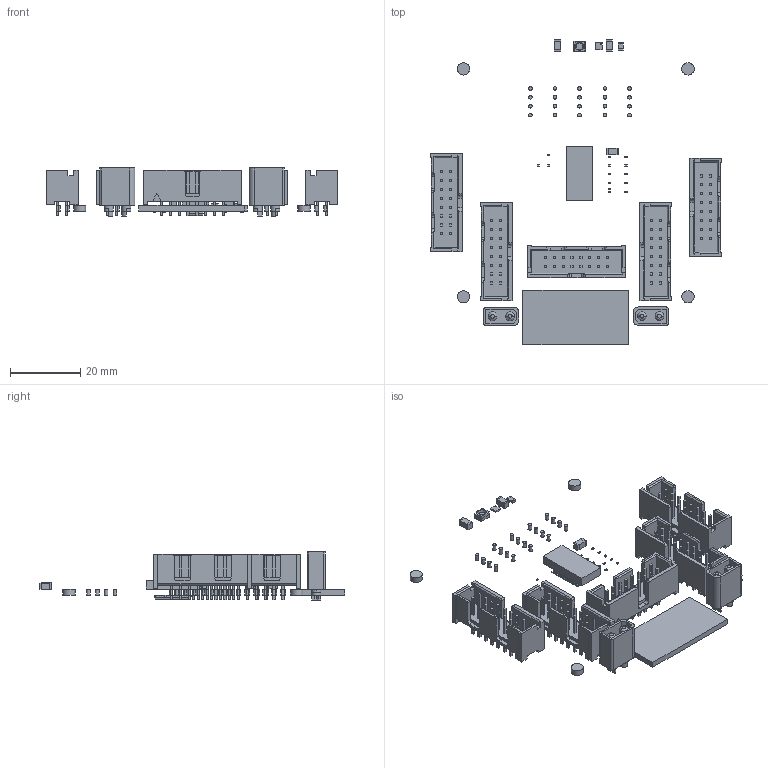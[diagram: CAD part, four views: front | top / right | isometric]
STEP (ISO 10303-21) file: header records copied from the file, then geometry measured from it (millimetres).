
FILE_DESCRIPTION(('Open CASCADE Model'),'2;1');
FILE_NAME('Open CASCADE Shape Model','2019-01-02T15:34:12',('Author'),( 'Open CASCADE'),'Open CASCADE STEP processor 6.5','Open CASCADE 6.5' ,'Unknown');
FILE_SCHEMA(('AUTOMOTIVE_DESIGN { 1 0 10303 214 1 1 1 1 }'));
Length unit declared in the file: millimetre
Products named in the file (64): PCB; Board; 5V_input; XT30U-M(1); 3_3V_input; Analog_Mux_1; c-5103308-3-b-3d; Analog_Mux; C1; -2106629216; Extruded; -2106629472; C2; -2106628704; -2106628960; IC1; User_Library-TSSOP-28; User_Library-TSSOP-28__X2_041A043E0440043F04430441_X0_; User_Library-TSSOP-28__X2_041C04350442043A0430_X0_; User_Library-TSSOP-28__X2_041D043E0436043A0430_X0_; LED1; WL-SBTW_1411_RV; base; cover; housing; PWM_Output_1; PWM_Output_2; R1; -2106626912; -2106626784; R2; -2106626400; -2106626272; R3; Teensy_Input; U1; 1517786512; Cylinder; -2106629600; -2106626656 ...
Assembly tree (129 placements, depth 4):
  PCB
    Board
    5V_input
      XT30U-M(1)
    3_3V_input
      XT30U-M(1)
    Analog_Mux_1
      c-5103308-3-b-3d
    Analog_Mux
      c-5103308-3-b-3d
    C1
      -2106629216  x2
        Extruded
      -2106629472
        Extruded
    C2
      -2106628704  x2
        Extruded
      -2106628960
        Extruded
    IC1
      User_Library-TSSOP-28
        User_Library-TSSOP-28__X2_041A043E0440043F04430441_X0_
        User_Library-TSSOP-28__X2_041C04350442043A0430_X0_
        User_Library-TSSOP-28__X2_041D043E0436043A0430_X0_  x14
    LED1
      WL-SBTW_1411_RV
        base  x2
        base  x2
        cover
        housing
    PWM_Output_1
      c-5103308-3-b-3d
    PWM_Output_2
      c-5103308-3-b-3d
    R1
      -2106626912
        Extruded
      -2106626784  x2
        Extruded
    R2
      -2106626400  x2
        Extruded
      -2106626272
        Extruded
    R3
      -2106626400  x2
        Extruded
      -2106626272
        Extruded
    Teensy_Input
      c-5103308-3-b-3d
    U1
      1517786512
        Cylinder
      -2106629600
        Extruded
    U1
      -2106626656
        Extruded
Bounding box: 83.19 x 87.01 x 13.7 mm (x, y, z)
Volume: 7375.4 mm3; surface area: 13490.3 mm2
Topology: 209 solids, 209 shells, 2475 faces, 5583 edges, 3700 vertices
Faces by surface type: plane 2102, cylinder 364, revolution 8, cone 1
Full cylindrical faces by diameter (mm): 0.508 x1, 0.8 x1, 0.889 x80, 1.02 x20, 2.6 x4, 3.5 x4
Entity records: 40159 total; most frequent: CARTESIAN_POINT 7070, DIRECTION 5871, LINE 3428, VECTOR 3428, ORIENTED_EDGE 2956, PCURVE 2956, DEFINITIONAL_REPRESENTATION 2956, EDGE_CURVE 1478
